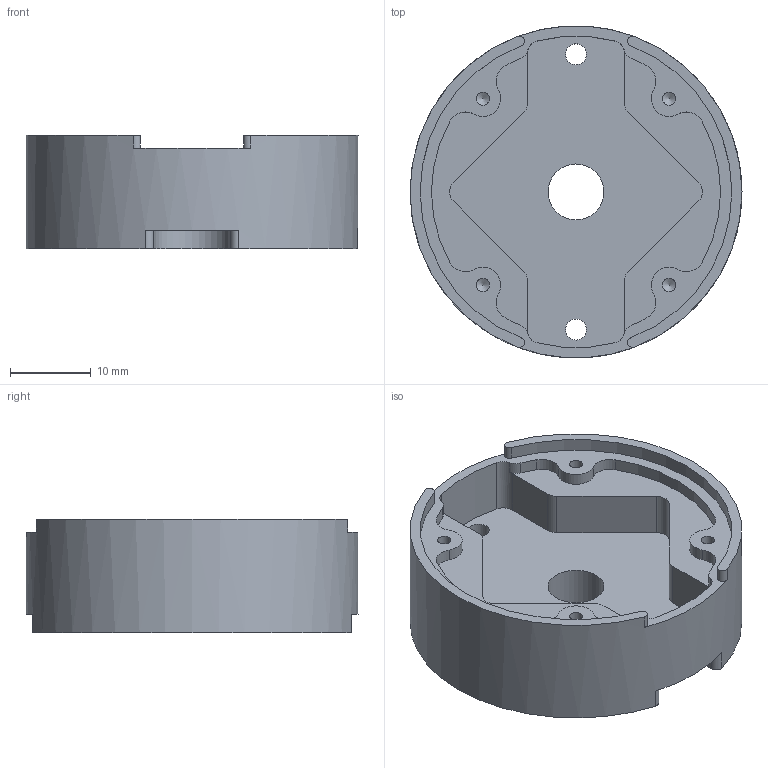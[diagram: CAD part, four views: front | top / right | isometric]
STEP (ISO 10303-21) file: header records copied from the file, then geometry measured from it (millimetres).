
FILE_DESCRIPTION(/* description */ ('','CAx-IF Rec.Pracs.---Representation and Presentation of Product Manufacturing Information (PMI)---4.0---2014-10-13'),/* implementation_level */ '2;1');
FILE_NAME(/* name */ 'IMpack shaker mount.step',/* time_stamp */ '2025-03-07T15:26:05-05:00',/* author */ (''),/* organization */ (''),/* preprocessor_version */ 'ST-DEVELOPER v20',/* originating_system */ 'Autodesk Translation Framework v13.20.0.188',/* authorisation */ '');
FILE_SCHEMA (('AP242_MANAGED_MODEL_BASED_3D_ENGINEERING_MIM_LF { 1 0 10303 442 1 1 4 }'));
Length unit declared in the file: inch
Products named in the file (2): IMpack shaker mount; fixture
Assembly tree (1 placements, depth 2):
  IMpack shaker mount
    fixture
Bounding box: 41 x 41 x 14 mm (x, y, z)
Volume: 10875.2 mm3; surface area: 5604.2 mm2
Topology: 1 solids, 1 shells, 80 faces, 225 edges, 149 vertices
Faces by surface type: cylinder 54, plane 22, cone 4
Full cylindrical faces by diameter (mm): 1.623 x4, 2.593 x2, 6.909 x1, 41 x1
Entity records: 2693 total; most frequent: DIRECTION 508, CARTESIAN_POINT 453, ORIENTED_EDGE 442, EDGE_CURVE 221, AXIS2_PLACEMENT_3D 204, VERTEX_POINT 149, CIRCLE 121, LINE 100
